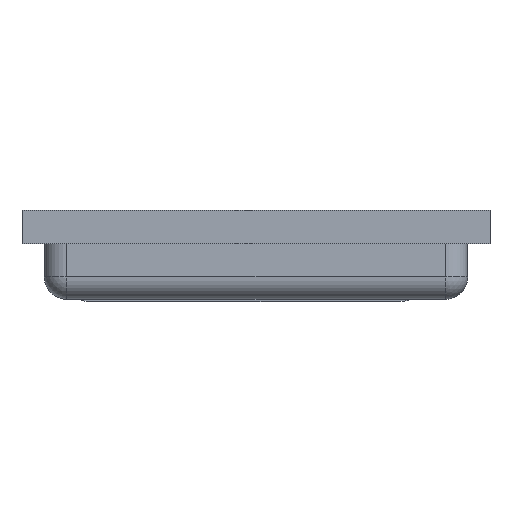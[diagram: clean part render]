
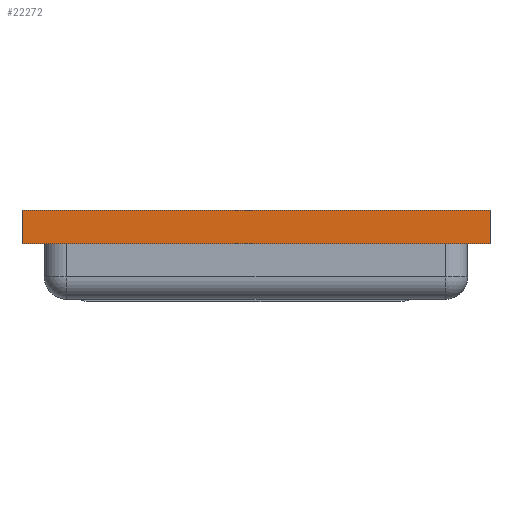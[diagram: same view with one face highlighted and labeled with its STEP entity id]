
A CAD part, front view. The second image highlights one B-rep face of the part: STEP entity #22272.
In plain terms, the highlighted planar face has unit normal (0, -1, 0).
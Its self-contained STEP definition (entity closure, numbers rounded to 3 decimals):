
#1605=FACE_OUTER_BOUND('',#2883,.T.);
#2883=EDGE_LOOP('',(#14658,#14659,#14660,#14661));
#4325=LINE('',#28596,#6729);
#4330=LINE('',#28607,#6734);
#4332=LINE('',#28610,#6736);
#4333=LINE('',#28611,#6737);
#6729=VECTOR('',#24480,1000.);
#6734=VECTOR('',#24489,1000.);
#6736=VECTOR('',#24493,1000.);
#6737=VECTOR('',#24494,1000.);
#9130=VERTEX_POINT('',#28589);
#9133=VERTEX_POINT('',#28594);
#9136=VERTEX_POINT('',#28604);
#9137=VERTEX_POINT('',#28606);
#11337=EDGE_CURVE('',#9133,#9130,#4325,.T.);
#11342=EDGE_CURVE('',#9137,#9136,#4330,.T.);
#11344=EDGE_CURVE('',#9136,#9130,#4332,.T.);
#11345=EDGE_CURVE('',#9137,#9133,#4333,.T.);
#14658=ORIENTED_EDGE('',*,*,#11344,.T.);
#14659=ORIENTED_EDGE('',*,*,#11337,.F.);
#14660=ORIENTED_EDGE('',*,*,#11345,.F.);
#14661=ORIENTED_EDGE('',*,*,#11342,.T.);
#21273=PLANE('',#23622);
#22272=ADVANCED_FACE('',(#1605),#21273,.F.);
#23622=AXIS2_PLACEMENT_3D('',#28609,#24491,#24492);
#24480=DIRECTION('',(0.,0.,-1.));
#24489=DIRECTION('',(0.,0.,-1.));
#24491=DIRECTION('center_axis',(0.,1.,0.));
#24492=DIRECTION('ref_axis',(0.,0.,1.));
#24493=DIRECTION('',(1.,0.,0.));
#24494=DIRECTION('',(1.,0.,0.));
#28589=CARTESIAN_POINT('',(5.25,-7.75,-0.375));
#28594=CARTESIAN_POINT('',(5.25,-7.75,0.375));
#28596=CARTESIAN_POINT('',(5.25,-7.75,0.375));
#28604=CARTESIAN_POINT('',(-5.25,-7.75,-0.375));
#28606=CARTESIAN_POINT('',(-5.25,-7.75,0.375));
#28607=CARTESIAN_POINT('',(-5.25,-7.75,0.375));
#28609=CARTESIAN_POINT('Origin',(-5.25,-7.75,0.375));
#28610=CARTESIAN_POINT('',(-5.25,-7.75,-0.375));
#28611=CARTESIAN_POINT('',(-5.25,-7.75,0.375));
